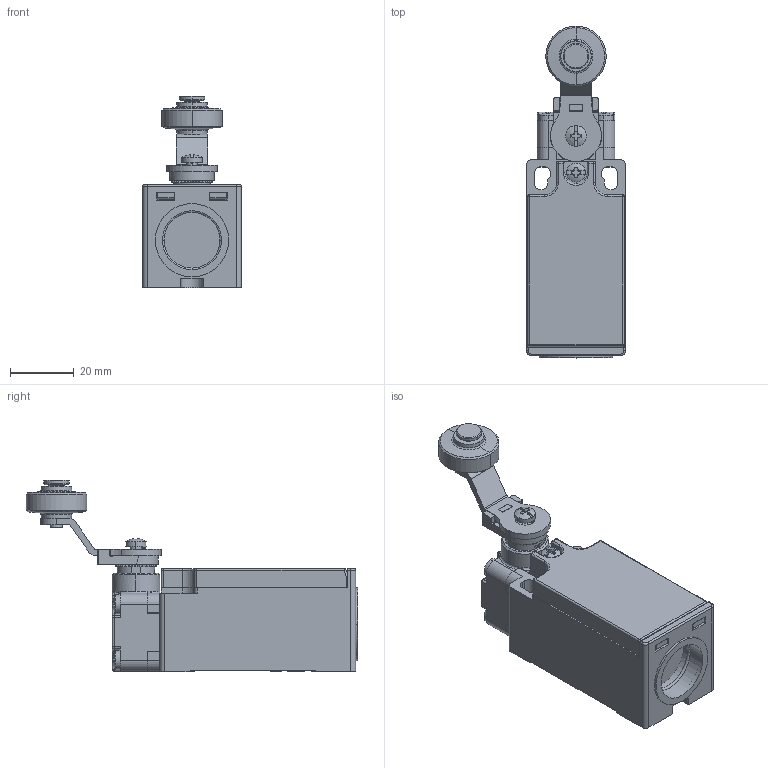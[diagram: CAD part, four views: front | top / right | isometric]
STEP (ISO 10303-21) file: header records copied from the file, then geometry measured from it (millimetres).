
FILE_DESCRIPTION((''),'2;1');
FILE_NAME('E10000II_ASM','2019-03-19T',('civetti_f'),(''),'PRO/ENGINEER BY PARAMETRIC TECHNOLOGY CORPORATION, 2011080','PRO/ENGINEER BY PARAMETRIC TECHNOLOGY CORPORATION, 2011080','');
FILE_SCHEMA(('CONFIG_CONTROL_DESIGN'));
Length unit declared in the file: millimetre
Products named in the file (16): 880028; 880040-001; 880057; 880260; 880060; 880106; 880126; 880251_AF0; 880253; 880330-002_ASM; 880201; 880225; 880723; 881360_ASM; 880223; E10000II_ASM
Assembly tree (18 placements, depth 3):
  E10000II_ASM
    880028
    880330-002_ASM
      880040-001
      880057
      880260
      880060
      880106
      880126
      880251_AF0
      880253
    880201
    880225  x4
    881360_ASM
      880723
    880223
Bounding box: 31 x 104.2 x 60.3 mm (x, y, z)
Volume: 70599.9 mm3; surface area: 26846.4 mm2
Topology: 16 solids, 16 shells, 1993 faces, 5354 edges, 3486 vertices
Faces by surface type: plane 1567, cylinder 259, cone 88, torus 39, sphere 26, bspline 14
Entity records: 60617 total; most frequent: CARTESIAN_POINT 12338, ORIENTED_EDGE 10240, DIRECTION 9469, EDGE_CURVE 5120, VECTOR 4245, LINE 4245, VERTEX_POINT 3334, AXIS2_PLACEMENT_3D 2612
